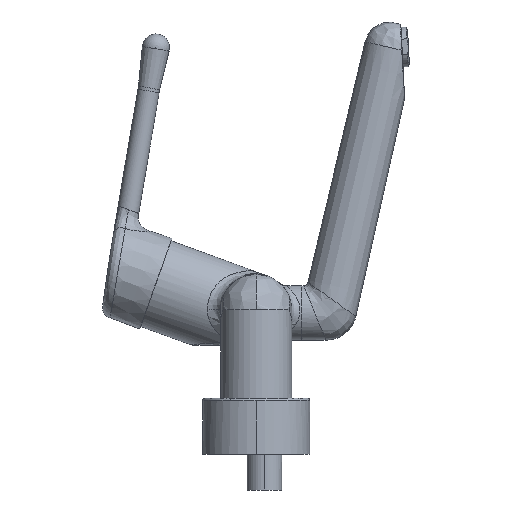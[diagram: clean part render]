
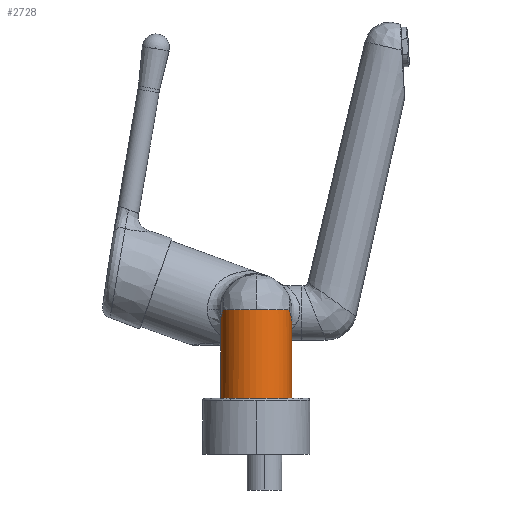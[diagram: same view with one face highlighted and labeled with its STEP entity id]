
A CAD part, left-side view. The second image highlights one B-rep face of the part: STEP entity #2728.
In plain terms, the highlighted cylindrical face has radius 21.5 mm (diameter 43 mm), a partial arc.
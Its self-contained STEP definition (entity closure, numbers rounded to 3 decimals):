
#717 = CARTESIAN_POINT ( 'NONE',  ( -75.18, -21.5, 79.865 ) ) ;
#932 = CARTESIAN_POINT ( 'NONE',  ( -79.364, 21.053, 84.049 ) ) ;
#990 = CARTESIAN_POINT ( 'NONE',  ( -77.186, 21.389, 81.871 ) ) ;
#1926 = CARTESIAN_POINT ( 'NONE',  ( -82.219, -20.259, 86.904 ) ) ;
#1978 = CARTESIAN_POINT ( 'NONE',  ( -75., -21.5, 79.685 ) ) ;
#2198 = CARTESIAN_POINT ( 'NONE',  ( -79.12, 21.102, 83.805 ) ) ;
#2249 = CARTESIAN_POINT ( 'NONE',  ( -77.064, 21.401, 81.749 ) ) ;
#2654 = CARTESIAN_POINT ( 'NONE',  ( -75., 0., 34. ) ) ;
#2728 = ADVANCED_FACE ( 'NONE', ( #14743 ), #15128, .T. ) ;
#3202 = CARTESIAN_POINT ( 'NONE',  ( -81.035, -20.646, 85.72 ) ) ;
#3464 = CARTESIAN_POINT ( 'NONE',  ( -79.061, 21.113, 83.746 ) ) ;
#3499 = CARTESIAN_POINT ( 'NONE',  ( -75., -21.5, 79.685 ) ) ;
#3520 = CARTESIAN_POINT ( 'NONE',  ( -77.035, 21.403, 81.72 ) ) ;
#3924 = VERTEX_POINT ( 'NONE', #4361 ) ;
#3931 = DIRECTION ( 'NONE',  ( 0., 1., 0. ) ) ;
#3998 = EDGE_CURVE ( 'NONE', #12332, #13829, #11285, .T. ) ;
#4286 = EDGE_CURVE ( 'NONE', #8788, #14275, #13679, .T. ) ;
#4361 = CARTESIAN_POINT ( 'NONE',  ( -75., 21.5, 34. ) ) ;
#4458 = CARTESIAN_POINT ( 'NONE',  ( -79.84, -20.954, 84.525 ) ) ;
#4668 = CARTESIAN_POINT ( 'NONE',  ( -82.431, 20.184, 87.116 ) ) ;
#4726 = CARTESIAN_POINT ( 'NONE',  ( -79.042, 21.117, 83.727 ) ) ;
#4750 = DIRECTION ( 'NONE',  ( 0., 0., 1. ) ) ;
#4784 = CARTESIAN_POINT ( 'NONE',  ( -77.025, 21.404, 81.71 ) ) ;
#5033 = AXIS2_PLACEMENT_3D ( 'NONE', #5748, #13715, #7001 ) ;
#5390 = CIRCLE ( 'NONE', #12010, 21.5 ) ;
#5683 = ORIENTED_EDGE ( 'NONE', *, *, #6268, .F. ) ;
#5701 = CARTESIAN_POINT ( 'NONE',  ( -77.967, -21.305, 82.652 ) ) ;
#5748 = CARTESIAN_POINT ( 'NONE',  ( -75., 0., 38.25 ) ) ;
#5914 = CARTESIAN_POINT ( 'NONE',  ( -81.816, 20.402, 86.501 ) ) ;
#5956 = EDGE_CURVE ( 'NONE', #8336, #3924, #15594, .T. ) ;
#5967 = CARTESIAN_POINT ( 'NONE',  ( -78.425, 21.228, 83.11 ) ) ;
#6023 = CARTESIAN_POINT ( 'NONE',  ( -75.902, 21.5, 80.587 ) ) ;
#6268 = EDGE_CURVE ( 'NONE', #14665, #12332, #13986, .T. ) ;
#6605 = AXIS2_PLACEMENT_3D ( 'NONE', #12202, #4750, #13448 ) ;
#6826 = CARTESIAN_POINT ( 'NONE',  ( -75., 0., 87.685 ) ) ;
#6954 = CARTESIAN_POINT ( 'NONE',  ( -76.531, -21.455, 81.216 ) ) ;
#7001 = DIRECTION ( 'NONE',  ( 0., 1., 0. ) ) ;
#7083 = EDGE_CURVE ( 'NONE', #8788, #14665, #5390, .T. ) ;
#7169 = CARTESIAN_POINT ( 'NONE',  ( -80.484, 20.792, 85.169 ) ) ;
#7226 = CARTESIAN_POINT ( 'NONE',  ( -77.748, 21.324, 82.433 ) ) ;
#7754 = CARTESIAN_POINT ( 'NONE',  ( -83., -19.956, 87.685 ) ) ;
#8088 = DIRECTION ( 'NONE',  ( -1., 0., 0. ) ) ;
#8161 = CARTESIAN_POINT ( 'NONE',  ( -83., -19.956, 87.685 ) ) ;
#8223 = CARTESIAN_POINT ( 'NONE',  ( -75.451, -21.497, 80.136 ) ) ;
#8336 = VERTEX_POINT ( 'NONE', #15526 ) ;
#8426 = CARTESIAN_POINT ( 'NONE',  ( -79.686, 20.985, 84.37 ) ) ;
#8486 = CARTESIAN_POINT ( 'NONE',  ( -77.347, 21.372, 82.032 ) ) ;
#8584 = EDGE_LOOP ( 'NONE', ( #8635, #13492, #5683, #12380, #12265, #11247, #8809 ) ) ;
#8635 = ORIENTED_EDGE ( 'NONE', *, *, #13283, .F. ) ;
#8759 = VECTOR ( 'NONE', #13797, 1000. ) ;
#8788 = VERTEX_POINT ( 'NONE', #13388 ) ;
#8809 = ORIENTED_EDGE ( 'NONE', *, *, #5956, .F. ) ;
#9472 = CARTESIAN_POINT ( 'NONE',  ( -75.09, -21.5, 79.775 ) ) ;
#9685 = CARTESIAN_POINT ( 'NONE',  ( -79.202, 21.086, 83.887 ) ) ;
#9741 = CARTESIAN_POINT ( 'NONE',  ( -77.105, 21.397, 81.79 ) ) ;
#9755 = VECTOR ( 'NONE', #10409, 1000. ) ;
#10409 = DIRECTION ( 'NONE',  ( 0., 0., -1. ) ) ;
#10662 = CARTESIAN_POINT ( 'NONE',  ( -81.825, -20.394, 86.51 ) ) ;
#10931 = CARTESIAN_POINT ( 'NONE',  ( -79.079, 21.11, 83.764 ) ) ;
#10989 = CARTESIAN_POINT ( 'NONE',  ( -77.044, 21.403, 81.729 ) ) ;
#11247 = ORIENTED_EDGE ( 'NONE', *, *, #11501, .T. ) ;
#11285 = B_SPLINE_CURVE_WITH_KNOTS ( 'NONE', 5,
 ( #8161, #15614, #1926, #10662, #3202, #11922, #4458, #13164, #5701, #14406, #6954, #15667, #8223, #717, #9472, #1978 ),
 .UNSPECIFIED., .F., .F.,
 ( 6, 3, 3, 2, 2, 6 ),
 ( 0., 0.25, 0.5, 0.833, 0.944, 1. ),
 .UNSPECIFIED. ) ;
#11388 = DIRECTION ( 'NONE',  ( 0., 0., -1. ) ) ;
#11501 = EDGE_CURVE ( 'NONE', #14275, #3924, #12279, .T. ) ;
#11922 = CARTESIAN_POINT ( 'NONE',  ( -80.239, -20.858, 84.924 ) ) ;
#12010 = AXIS2_PLACEMENT_3D ( 'NONE', #6826, #15534, #8088 ) ;
#12125 = CARTESIAN_POINT ( 'NONE',  ( -83., 19.956, 87.685 ) ) ;
#12183 = CARTESIAN_POINT ( 'NONE',  ( -79.05, 21.115, 83.735 ) ) ;
#12202 = CARTESIAN_POINT ( 'NONE',  ( -75., 0., 87.685 ) ) ;
#12238 = CARTESIAN_POINT ( 'NONE',  ( -77.029, 21.404, 81.714 ) ) ;
#12265 = ORIENTED_EDGE ( 'NONE', *, *, #4286, .T. ) ;
#12279 = LINE ( 'NONE', #14202, #9755 ) ;
#12332 = VERTEX_POINT ( 'NONE', #7754 ) ;
#12380 = ORIENTED_EDGE ( 'NONE', *, *, #7083, .F. ) ;
#12557 = CARTESIAN_POINT ( 'NONE',  ( -75., -21.5, 38.25 ) ) ;
#12807 = CARTESIAN_POINT ( 'NONE',  ( -96.5, 0., 87.685 ) ) ;
#13164 = CARTESIAN_POINT ( 'NONE',  ( -78.906, -21.156, 83.591 ) ) ;
#13283 = EDGE_CURVE ( 'NONE', #13829, #8336, #16152, .T. ) ;
#13388 = CARTESIAN_POINT ( 'NONE',  ( -83., 19.956, 87.685 ) ) ;
#13426 = CARTESIAN_POINT ( 'NONE',  ( -78.741, 21.174, 83.426 ) ) ;
#13448 = DIRECTION ( 'NONE',  ( -1., 0., 0. ) ) ;
#13484 = CARTESIAN_POINT ( 'NONE',  ( -76.576, 21.447, 81.261 ) ) ;
#13492 = ORIENTED_EDGE ( 'NONE', *, *, #3998, .F. ) ;
#13679 = B_SPLINE_CURVE_WITH_KNOTS ( 'NONE', 3,
 ( #12125, #4668, #5914, #14624, #7169, #15873, #8426, #932, #9685, #2198, #10931, #3464, #12183, #4726, #13426, #5967, #14687, #7226, #15923, #8486, #990, #9741, #2249, #10989, #3520, #12238, #4784, #13484, #6023, #14738 ),
 .UNSPECIFIED., .F., .F.,
 ( 4, 2, 2, 1, 1, 1, 1, 1, 2, 2, 2, 2, 1, 1, 1, 1, 1, 2, 2, 4 ),
 ( 0., 0.25, 0.375, 0.438, 0.469, 0.484, 0.492, 0.496, 0.498, 0.5, 0.625, 0.688, 0.719, 0.734, 0.742, 0.746, 0.748, 0.749, 0.75, 1. ),
 .UNSPECIFIED. ) ;
#13715 = DIRECTION ( 'NONE',  ( 0., 0., -1. ) ) ;
#13797 = DIRECTION ( 'NONE',  ( 0., 0., -1. ) ) ;
#13829 = VERTEX_POINT ( 'NONE', #3499 ) ;
#13986 = CIRCLE ( 'NONE', #6605, 21.5 ) ;
#14202 = CARTESIAN_POINT ( 'NONE',  ( -75., 21.5, 38.25 ) ) ;
#14275 = VERTEX_POINT ( 'NONE', #14977 ) ;
#14406 = CARTESIAN_POINT ( 'NONE',  ( -77.25, -21.395, 81.935 ) ) ;
#14420 = AXIS2_PLACEMENT_3D ( 'NONE', #2654, #11388, #3931 ) ;
#14624 = CARTESIAN_POINT ( 'NONE',  ( -80.826, 20.698, 85.511 ) ) ;
#14665 = VERTEX_POINT ( 'NONE', #12807 ) ;
#14687 = CARTESIAN_POINT ( 'NONE',  ( -77.921, 21.301, 82.606 ) ) ;
#14738 = CARTESIAN_POINT ( 'NONE',  ( -75., 21.5, 79.685 ) ) ;
#14743 = FACE_OUTER_BOUND ( 'NONE', #8584, .T. ) ;
#14977 = CARTESIAN_POINT ( 'NONE',  ( -75., 21.5, 79.685 ) ) ;
#15128 = CYLINDRICAL_SURFACE ( 'NONE', #5033, 21.5 ) ;
#15526 = CARTESIAN_POINT ( 'NONE',  ( -75., -21.5, 34. ) ) ;
#15534 = DIRECTION ( 'NONE',  ( 0., 0., 1. ) ) ;
#15594 = CIRCLE ( 'NONE', #14420, 21.5 ) ;
#15614 = CARTESIAN_POINT ( 'NONE',  ( -82.611, -20.113, 87.295 ) ) ;
#15667 = CARTESIAN_POINT ( 'NONE',  ( -75.721, -21.489, 80.406 ) ) ;
#15873 = CARTESIAN_POINT ( 'NONE',  ( -79.955, 20.922, 84.639 ) ) ;
#15923 = CARTESIAN_POINT ( 'NONE',  ( -77.482, 21.356, 82.167 ) ) ;
#16152 = LINE ( 'NONE', #12557, #8759 ) ;
